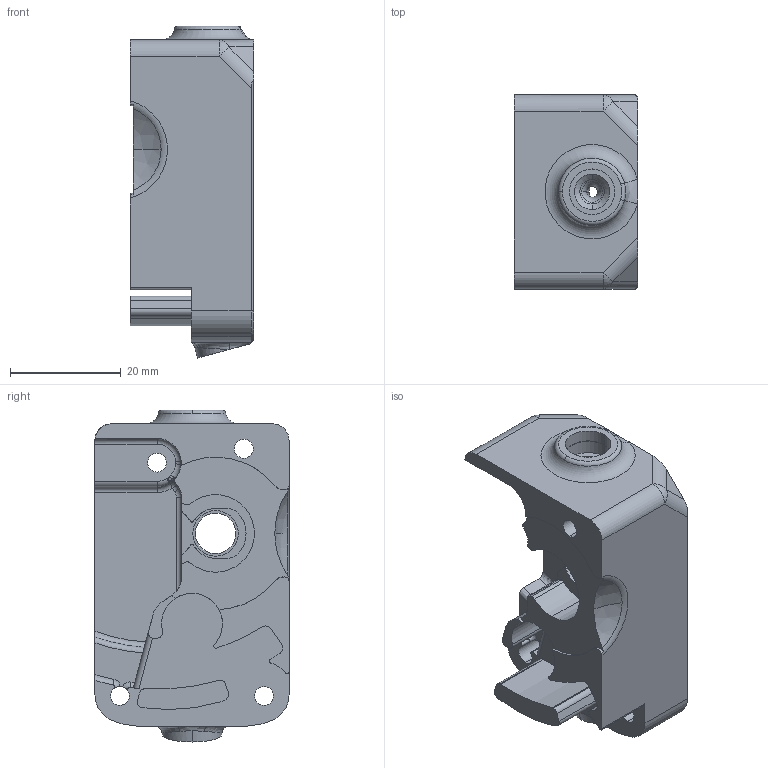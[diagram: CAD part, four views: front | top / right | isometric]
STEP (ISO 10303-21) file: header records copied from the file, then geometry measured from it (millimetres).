
FILE_DESCRIPTION (( 'STEP AP203' ), '1' );
FILE_NAME ('Dual_Collet_Pocketwatch.STEP', '2020-12-03T16:31:24', ( 'Minco' ), ( 'Minco Products, Inc.' ), 'SwSTEP 2.0', 'SolidWorks 2020', '' );
FILE_SCHEMA (( 'CONFIG_CONTROL_DESIGN' ));
Length unit declared in the file: millimetre
Products named in the file (1): Dual_Collet_Pocketwatch
Bounding box: 22.2 x 35 x 59.86 mm (x, y, z)
Volume: 21779.9 mm3; surface area: 10101.8 mm2
Topology: 1 solids, 1 shells, 257 faces, 669 edges, 417 vertices
Faces by surface type: cylinder 129, plane 44, cone 32, bspline 27, torus 20, sphere 5
Entity records: 11248 total; most frequent: CARTESIAN_POINT 4885, DIRECTION 1355, ORIENTED_EDGE 1332, EDGE_CURVE 666, AXIS2_PLACEMENT_3D 556, VERTEX_POINT 417, CIRCLE 325, EDGE_LOOP 279
